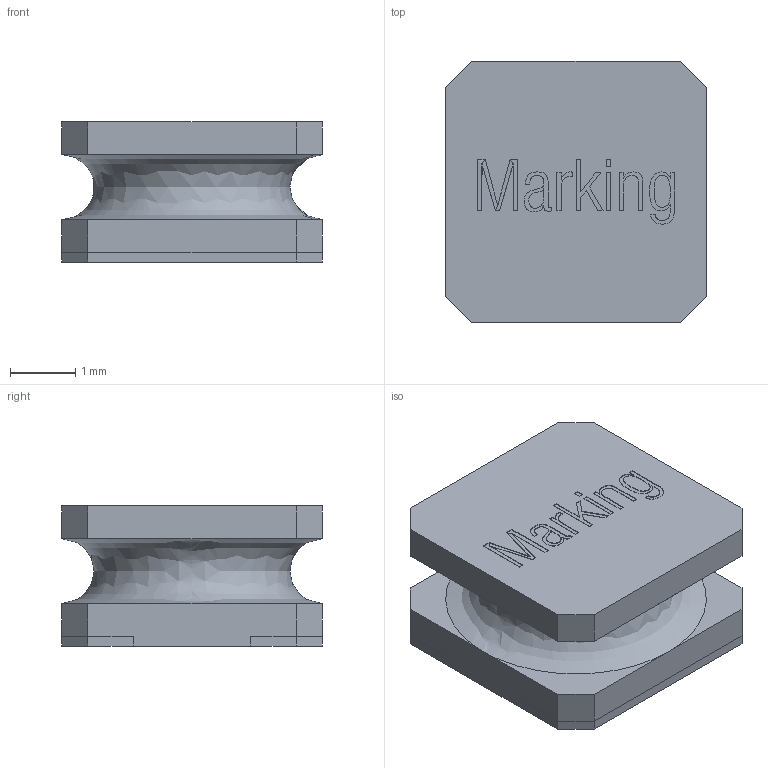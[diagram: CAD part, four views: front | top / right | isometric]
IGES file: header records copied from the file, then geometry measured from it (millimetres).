
Start section: C
Global section: file name: IndLQS_4025_74404043xxxA.igs; native system: By Siemens PLM Incorporated; preprocessor: XPlus GENERIC/IGES 17.0.49; author: Author; organization: Title; date: 20151117.160410; units: millimetre
Bounding box: 4 x 4 x 2.15 mm (x, y, z)
Volume: 26.1 mm3; surface area: 143.7 mm2
Topology: 4 solids, 4 shells, 126 faces, 313 edges, 207 vertices
Faces by surface type: bspline 126
